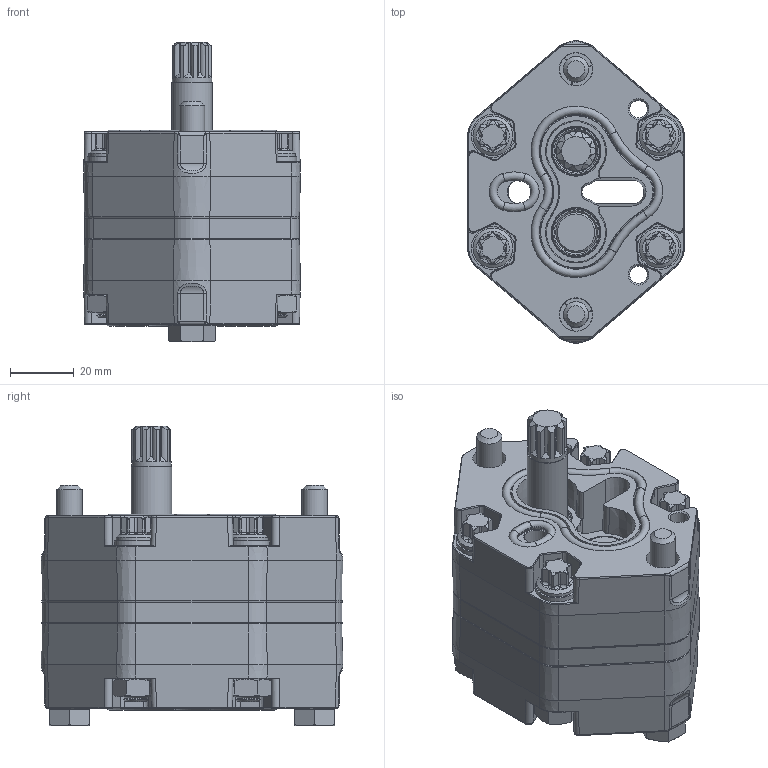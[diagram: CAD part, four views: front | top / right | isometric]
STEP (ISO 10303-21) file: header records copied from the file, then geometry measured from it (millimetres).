
FILE_DESCRIPTION (( 'STEP AP203' ), '1' );
FILE_NAME ('DER24026322_KP16.STEP', '2025-01-24T05:40:37', ( '' ), ( '' ), 'SwSTEP 2.0', 'SolidWorks 2022', '' );
FILE_SCHEMA (( 'CONFIG_CONTROL_DESIGN' ));
Products named in the file (1): DER24026322_KP16
Bounding box: 67.73 x 94.41 x 93.76 mm (x, y, z)
Surface area: 54314.9 mm2 (no closed solid volume)
Topology: 0 solids, 48 shells, 915 faces, 2796 edges, 1884 vertices
Faces by surface type: cylinder 275, plane 248, cone 201, bspline 100, torus 91
Full cylindrical faces by diameter (mm): 5.524 x4, 7.518 x2, 7.925 x2, 7.937 x1, 7.938 x3, 12.319 x2, 12.446 x4, 12.671 x3, 13.462 x4, 15.083 x2
Entity records: 38196 total; most frequent: CARTESIAN_POINT 14536, DIRECTION 4859, ORIENTED_EDGE 4667, EDGE_CURVE 2666, AXIS2_PLACEMENT_3D 1898, VERTEX_POINT 1843, EDGE_LOOP 1088, CIRCLE 1082
